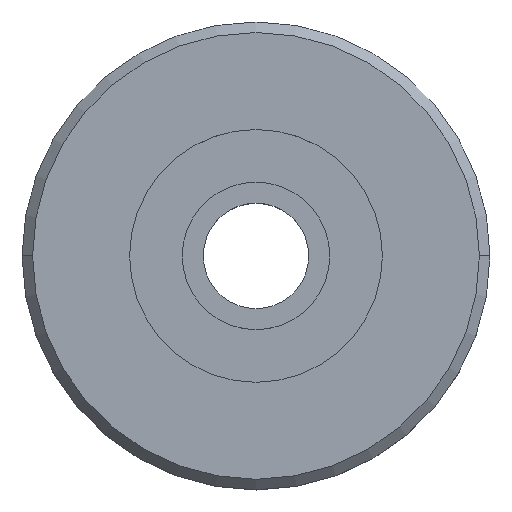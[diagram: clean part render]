
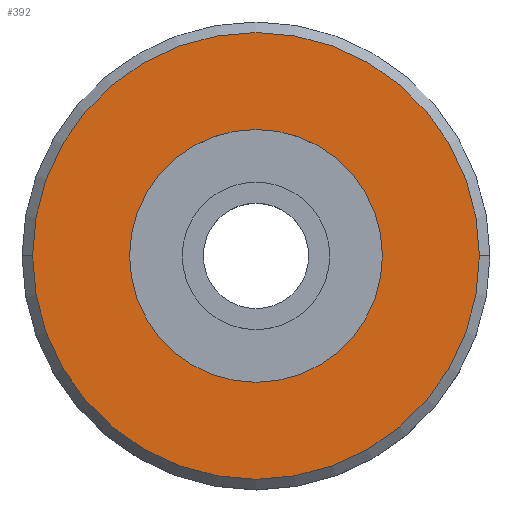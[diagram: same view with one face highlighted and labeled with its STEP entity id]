
A CAD part, top view. The second image highlights one B-rep face of the part: STEP entity #392.
In plain terms, the highlighted planar face has unit normal (0, 0, 1).
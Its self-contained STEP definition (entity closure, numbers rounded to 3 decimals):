
#59=CARTESIAN_POINT('',(0.,0.,2.6));
#60=DIRECTION('',(0.,0.,1.));
#61=DIRECTION('',(-1.,0.,0.));
#62=AXIS2_PLACEMENT_3D('',#59,#60,#61);
#64=CARTESIAN_POINT('',(0.,0.,2.6));
#65=DIRECTION('',(0.,0.,1.));
#66=DIRECTION('',(1.,0.,0.));
#67=AXIS2_PLACEMENT_3D('',#64,#65,#66);
#79=CARTESIAN_POINT('',(0.,0.,2.6));
#80=DIRECTION('',(0.,0.,1.));
#81=DIRECTION('',(0.,-1.,0.));
#82=AXIS2_PLACEMENT_3D('',#79,#80,#81);
#84=CARTESIAN_POINT('',(0.,0.,2.6));
#85=DIRECTION('',(0.,0.,1.));
#86=DIRECTION('',(0.,1.,0.));
#87=AXIS2_PLACEMENT_3D('',#84,#85,#86);
#255=CARTESIAN_POINT('',(-10.6,0.,2.6));
#256=CARTESIAN_POINT('',(10.6,0.,2.6));
#257=VERTEX_POINT('',#255);
#258=VERTEX_POINT('',#256);
#283=CARTESIAN_POINT('',(0.,-6.,2.6));
#284=CARTESIAN_POINT('',(0.,6.,2.6));
#285=VERTEX_POINT('',#283);
#286=VERTEX_POINT('',#284);
#375=CARTESIAN_POINT('',(0.,0.,2.6));
#376=DIRECTION('',(0.,0.,1.));
#377=DIRECTION('',(1.,0.,0.));
#378=AXIS2_PLACEMENT_3D('',#375,#376,#377);
#379=PLANE('',#378);
#381=ORIENTED_EDGE('',*,*,#380,.F.);
#383=ORIENTED_EDGE('',*,*,#382,.F.);
#384=EDGE_LOOP('',(#381,#383));
#385=FACE_OUTER_BOUND('',#384,.F.);
#387=ORIENTED_EDGE('',*,*,#386,.T.);
#389=ORIENTED_EDGE('',*,*,#388,.T.);
#390=EDGE_LOOP('',(#387,#389));
#391=FACE_BOUND('',#390,.F.);
#392=ADVANCED_FACE('',(#385,#391),#379,.T.);
#63=CIRCLE('',#62,10.6);
#68=CIRCLE('',#67,10.6);
#83=CIRCLE('',#82,6.);
#88=CIRCLE('',#87,6.);
#380=EDGE_CURVE('',#257,#258,#63,.T.);
#382=EDGE_CURVE('',#258,#257,#68,.T.);
#386=EDGE_CURVE('',#285,#286,#83,.T.);
#388=EDGE_CURVE('',#286,#285,#88,.T.);
